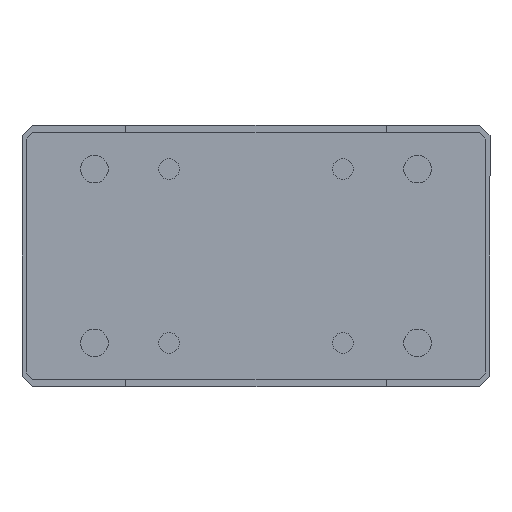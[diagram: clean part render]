
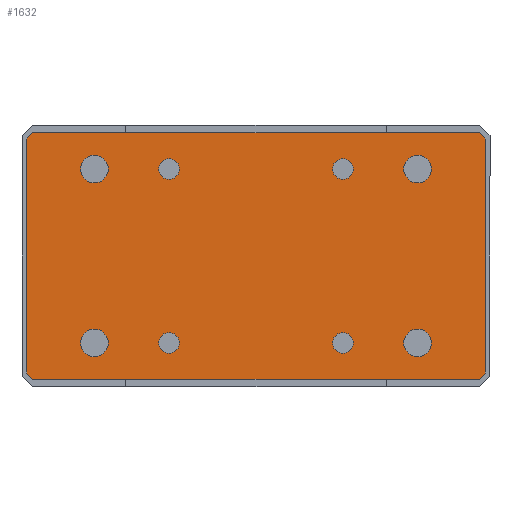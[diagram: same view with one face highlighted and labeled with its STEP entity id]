
A CAD part, front view. The second image highlights one B-rep face of the part: STEP entity #1632.
In plain terms, the highlighted face is planar.
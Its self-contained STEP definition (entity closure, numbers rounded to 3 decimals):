
#161=CIRCLE('',#1835,3.375);
#162=CIRCLE('',#1836,3.375);
#163=CIRCLE('',#1837,3.375);
#164=CIRCLE('',#1838,3.375);
#165=CIRCLE('',#1839,4.5);
#166=CIRCLE('',#1840,4.5);
#167=CIRCLE('',#1841,4.5);
#168=CIRCLE('',#1842,4.5);
#413=ORIENTED_EDGE('',*,*,#663,.T.);
#414=ORIENTED_EDGE('',*,*,#664,.T.);
#415=ORIENTED_EDGE('',*,*,#665,.T.);
#416=ORIENTED_EDGE('',*,*,#666,.T.);
#417=ORIENTED_EDGE('',*,*,#667,.T.);
#418=ORIENTED_EDGE('',*,*,#668,.T.);
#419=ORIENTED_EDGE('',*,*,#669,.T.);
#420=ORIENTED_EDGE('',*,*,#670,.T.);
#421=ORIENTED_EDGE('',*,*,#671,.T.);
#422=ORIENTED_EDGE('',*,*,#672,.T.);
#423=ORIENTED_EDGE('',*,*,#673,.T.);
#424=ORIENTED_EDGE('',*,*,#674,.T.);
#425=ORIENTED_EDGE('',*,*,#675,.T.);
#426=ORIENTED_EDGE('',*,*,#676,.T.);
#427=ORIENTED_EDGE('',*,*,#677,.T.);
#428=ORIENTED_EDGE('',*,*,#678,.T.);
#663=EDGE_CURVE('',#833,#833,#161,.T.);
#664=EDGE_CURVE('',#834,#834,#162,.T.);
#665=EDGE_CURVE('',#835,#835,#163,.T.);
#666=EDGE_CURVE('',#836,#836,#164,.T.);
#667=EDGE_CURVE('',#837,#837,#165,.T.);
#668=EDGE_CURVE('',#838,#838,#166,.T.);
#669=EDGE_CURVE('',#839,#839,#167,.T.);
#670=EDGE_CURVE('',#840,#840,#168,.T.);
#671=EDGE_CURVE('',#841,#842,#942,.T.);
#672=EDGE_CURVE('',#842,#843,#943,.T.);
#673=EDGE_CURVE('',#843,#844,#944,.T.);
#674=EDGE_CURVE('',#844,#845,#945,.T.);
#675=EDGE_CURVE('',#845,#846,#946,.T.);
#676=EDGE_CURVE('',#846,#847,#947,.T.);
#677=EDGE_CURVE('',#847,#848,#948,.T.);
#678=EDGE_CURVE('',#848,#841,#949,.T.);
#833=VERTEX_POINT('',#2713);
#834=VERTEX_POINT('',#2715);
#835=VERTEX_POINT('',#2717);
#836=VERTEX_POINT('',#2719);
#837=VERTEX_POINT('',#2721);
#838=VERTEX_POINT('',#2723);
#839=VERTEX_POINT('',#2725);
#840=VERTEX_POINT('',#2727);
#841=VERTEX_POINT('',#2729);
#842=VERTEX_POINT('',#2730);
#843=VERTEX_POINT('',#2732);
#844=VERTEX_POINT('',#2734);
#845=VERTEX_POINT('',#2736);
#846=VERTEX_POINT('',#2738);
#847=VERTEX_POINT('',#2740);
#848=VERTEX_POINT('',#2742);
#942=LINE('',#2728,#1022);
#943=LINE('',#2731,#1023);
#944=LINE('',#2733,#1024);
#945=LINE('',#2735,#1025);
#946=LINE('',#2737,#1026);
#947=LINE('',#2739,#1027);
#948=LINE('',#2741,#1028);
#949=LINE('',#2743,#1029);
#1022=VECTOR('',#2250,1000.);
#1023=VECTOR('',#2251,1000.);
#1024=VECTOR('',#2252,1000.);
#1025=VECTOR('',#2253,1000.);
#1026=VECTOR('',#2254,1000.);
#1027=VECTOR('',#2255,1000.);
#1028=VECTOR('',#2256,1000.);
#1029=VECTOR('',#2257,1000.);
#1188=EDGE_LOOP('',(#413));
#1189=EDGE_LOOP('',(#414));
#1190=EDGE_LOOP('',(#415));
#1191=EDGE_LOOP('',(#416));
#1192=EDGE_LOOP('',(#417));
#1193=EDGE_LOOP('',(#418));
#1194=EDGE_LOOP('',(#419));
#1195=EDGE_LOOP('',(#420));
#1196=EDGE_LOOP('',(#421,#422,#423,#424,#425,#426,#427,#428));
#1418=FACE_BOUND('',#1188,.T.);
#1419=FACE_BOUND('',#1189,.T.);
#1420=FACE_BOUND('',#1190,.T.);
#1421=FACE_BOUND('',#1191,.T.);
#1422=FACE_BOUND('',#1192,.T.);
#1423=FACE_BOUND('',#1193,.T.);
#1424=FACE_BOUND('',#1194,.T.);
#1425=FACE_BOUND('',#1195,.T.);
#1426=FACE_BOUND('',#1196,.T.);
#1537=PLANE('',#1834);
#1632=ADVANCED_FACE('',(#1418,#1419,#1420,#1421,#1422,#1423,#1424,#1425,
#1426),#1537,.F.);
#1834=AXIS2_PLACEMENT_3D('',#2711,#2232,#2233);
#1835=AXIS2_PLACEMENT_3D('',#2712,#2234,#2235);
#1836=AXIS2_PLACEMENT_3D('',#2714,#2236,#2237);
#1837=AXIS2_PLACEMENT_3D('',#2716,#2238,#2239);
#1838=AXIS2_PLACEMENT_3D('',#2718,#2240,#2241);
#1839=AXIS2_PLACEMENT_3D('',#2720,#2242,#2243);
#1840=AXIS2_PLACEMENT_3D('',#2722,#2244,#2245);
#1841=AXIS2_PLACEMENT_3D('',#2724,#2246,#2247);
#1842=AXIS2_PLACEMENT_3D('',#2726,#2248,#2249);
#2232=DIRECTION('',(0.,0.,1.));
#2233=DIRECTION('',(1.,0.,0.));
#2234=DIRECTION('',(0.,0.,1.));
#2235=DIRECTION('',(-1.,0.,0.));
#2236=DIRECTION('',(0.,0.,1.));
#2237=DIRECTION('',(-1.,0.,0.));
#2238=DIRECTION('',(0.,0.,1.));
#2239=DIRECTION('',(-1.,0.,0.));
#2240=DIRECTION('',(0.,0.,1.));
#2241=DIRECTION('',(-1.,0.,0.));
#2242=DIRECTION('',(0.,0.,1.));
#2243=DIRECTION('',(1.,0.,0.));
#2244=DIRECTION('',(0.,0.,1.));
#2245=DIRECTION('',(1.,0.,0.));
#2246=DIRECTION('',(0.,0.,1.));
#2247=DIRECTION('',(1.,0.,0.));
#2248=DIRECTION('',(0.,0.,1.));
#2249=DIRECTION('',(1.,0.,0.));
#2250=DIRECTION('',(0.707,0.707,0.));
#2251=DIRECTION('',(1.,0.,0.));
#2252=DIRECTION('',(0.707,-0.707,0.));
#2253=DIRECTION('',(0.,-1.,0.));
#2254=DIRECTION('',(-0.707,-0.707,0.));
#2255=DIRECTION('',(-1.,0.,0.));
#2256=DIRECTION('',(-0.707,0.707,0.));
#2257=DIRECTION('',(0.,1.,0.));
#2711=CARTESIAN_POINT('',(0.,0.,0.));
#2712=CARTESIAN_POINT('',(-28.25,28.25,0.));
#2713=CARTESIAN_POINT('',(-31.625,28.25,0.));
#2714=CARTESIAN_POINT('',(-28.25,-28.25,0.));
#2715=CARTESIAN_POINT('',(-31.625,-28.25,0.));
#2716=CARTESIAN_POINT('',(28.25,-28.25,0.));
#2717=CARTESIAN_POINT('',(24.875,-28.25,0.));
#2718=CARTESIAN_POINT('',(28.25,28.25,0.));
#2719=CARTESIAN_POINT('',(24.875,28.25,0.));
#2720=CARTESIAN_POINT('',(52.5,28.25,0.));
#2721=CARTESIAN_POINT('',(57.,28.25,0.));
#2722=CARTESIAN_POINT('',(-52.5,-28.25,0.));
#2723=CARTESIAN_POINT('',(-48.,-28.25,0.));
#2724=CARTESIAN_POINT('',(-52.5,28.25,0.));
#2725=CARTESIAN_POINT('',(-48.,28.25,0.));
#2726=CARTESIAN_POINT('',(52.5,-28.25,0.));
#2727=CARTESIAN_POINT('',(57.,-28.25,0.));
#2728=CARTESIAN_POINT('',(-74.5,38.,0.));
#2729=CARTESIAN_POINT('',(-74.5,38.,0.));
#2730=CARTESIAN_POINT('',(-72.5,40.,0.));
#2731=CARTESIAN_POINT('',(-72.5,40.,0.));
#2732=CARTESIAN_POINT('',(72.5,40.,0.));
#2733=CARTESIAN_POINT('',(72.5,40.,0.));
#2734=CARTESIAN_POINT('',(74.5,38.,0.));
#2735=CARTESIAN_POINT('',(74.5,38.,0.));
#2736=CARTESIAN_POINT('',(74.5,-38.,0.));
#2737=CARTESIAN_POINT('',(74.5,-38.,0.));
#2738=CARTESIAN_POINT('',(72.5,-40.,0.));
#2739=CARTESIAN_POINT('',(72.5,-40.,0.));
#2740=CARTESIAN_POINT('',(-72.5,-40.,0.));
#2741=CARTESIAN_POINT('',(-72.5,-40.,0.));
#2742=CARTESIAN_POINT('',(-74.5,-38.,0.));
#2743=CARTESIAN_POINT('',(-74.5,-38.,0.));
